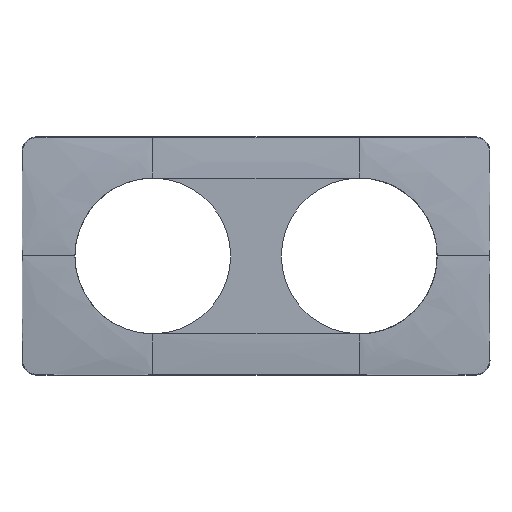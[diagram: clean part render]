
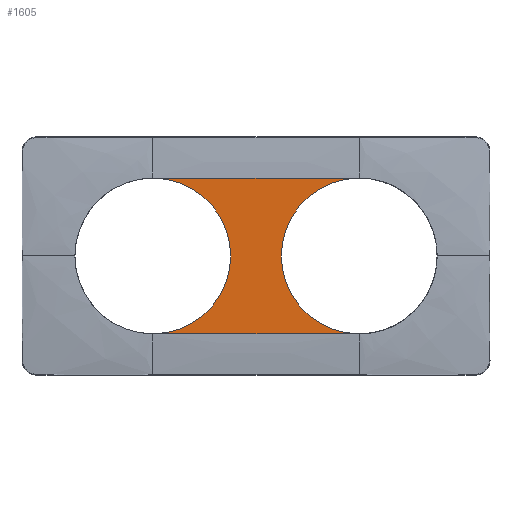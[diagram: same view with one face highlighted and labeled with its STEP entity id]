
A CAD part, top view. The second image highlights one B-rep face of the part: STEP entity #1605.
In plain terms, the highlighted planar face has unit normal (0, 0, -1).
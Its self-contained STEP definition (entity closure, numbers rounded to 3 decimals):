
#1477=AXIS2_PLACEMENT_3D('Circle Axis2P3D',#1475,#1476,$) ;
#1517=AXIS2_PLACEMENT_3D('Circle Axis2P3D',#1515,#1516,$) ;
#1537=AXIS2_PLACEMENT_3D('Plane Axis2P3D',#1534,#1535,#1536) ;
#1583=AXIS2_PLACEMENT_3D('Circle Axis2P3D',#1581,#1582,$) ;
#1590=AXIS2_PLACEMENT_3D('Circle Axis2P3D',#1588,#1589,$) ;
#1470=CARTESIAN_POINT('Vertex',(26.775,0.,8.7)) ;
#1475=CARTESIAN_POINT('Axis2P3D Location',(0.,0.,8.7)) ;
#1479=CARTESIAN_POINT('Vertex',(0.,-26.775,8.7)) ;
#1512=CARTESIAN_POINT('Vertex',(0.,26.775,8.7)) ;
#1515=CARTESIAN_POINT('Axis2P3D Location',(0.,0.,8.7)) ;
#1534=CARTESIAN_POINT('Axis2P3D Location',(71.,26.8,8.7)) ;
#1539=CARTESIAN_POINT('Line Origine',(71.,-26.788,8.7)) ;
#1543=CARTESIAN_POINT('Vertex',(71.,-26.775,8.7)) ;
#1545=CARTESIAN_POINT('Vertex',(71.,-26.8,8.7)) ;
#1548=CARTESIAN_POINT('Line Origine',(35.5,-26.8,8.7)) ;
#1552=CARTESIAN_POINT('Vertex',(0.,-26.8,8.7)) ;
#1555=CARTESIAN_POINT('Line Origine',(0.,-26.788,8.7)) ;
#1560=CARTESIAN_POINT('Line Origine',(0.,26.788,8.7)) ;
#1564=CARTESIAN_POINT('Vertex',(0.,26.8,8.7)) ;
#1567=CARTESIAN_POINT('Line Origine',(35.5,26.8,8.7)) ;
#1571=CARTESIAN_POINT('Vertex',(71.,26.8,8.7)) ;
#1574=CARTESIAN_POINT('Line Origine',(71.,26.788,8.7)) ;
#1578=CARTESIAN_POINT('Vertex',(71.,26.775,8.7)) ;
#1581=CARTESIAN_POINT('Axis2P3D Location',(71.,0.,8.7)) ;
#1585=CARTESIAN_POINT('Vertex',(44.225,0.,8.7)) ;
#1588=CARTESIAN_POINT('Axis2P3D Location',(71.,0.,8.7)) ;
#1476=DIRECTION('Axis2P3D Direction',(0.,0.,1.)) ;
#1516=DIRECTION('Axis2P3D Direction',(0.,0.,1.)) ;
#1535=DIRECTION('Axis2P3D Direction',(-0.,-0.,-1.)) ;
#1536=DIRECTION('Axis2P3D XDirection',(0.,-1.,0.)) ;
#1540=DIRECTION('Vector Direction',(0.,-1.,0.)) ;
#1549=DIRECTION('Vector Direction',(-1.,0.,0.)) ;
#1556=DIRECTION('Vector Direction',(0.,-1.,0.)) ;
#1561=DIRECTION('Vector Direction',(0.,-1.,0.)) ;
#1568=DIRECTION('Vector Direction',(-1.,0.,0.)) ;
#1575=DIRECTION('Vector Direction',(0.,-1.,0.)) ;
#1582=DIRECTION('Axis2P3D Direction',(-0.,-0.,-1.)) ;
#1589=DIRECTION('Axis2P3D Direction',(-0.,-0.,-1.)) ;
#1541=VECTOR('Line Direction',#1540,1.) ;
#1550=VECTOR('Line Direction',#1549,1.) ;
#1557=VECTOR('Line Direction',#1556,1.) ;
#1562=VECTOR('Line Direction',#1561,1.) ;
#1569=VECTOR('Line Direction',#1568,1.) ;
#1576=VECTOR('Line Direction',#1575,1.) ;
#1594=ORIENTED_EDGE('',*,*,#1547,.T.) ;
#1595=ORIENTED_EDGE('',*,*,#1554,.T.) ;
#1596=ORIENTED_EDGE('',*,*,#1559,.F.) ;
#1597=ORIENTED_EDGE('',*,*,#1481,.T.) ;
#1598=ORIENTED_EDGE('',*,*,#1519,.T.) ;
#1599=ORIENTED_EDGE('',*,*,#1566,.F.) ;
#1600=ORIENTED_EDGE('',*,*,#1573,.F.) ;
#1601=ORIENTED_EDGE('',*,*,#1580,.T.) ;
#1602=ORIENTED_EDGE('',*,*,#1587,.T.) ;
#1603=ORIENTED_EDGE('',*,*,#1592,.T.) ;
#1605=ADVANCED_FACE('Extraction.160',(#1604),#1538,.T.) ;
#1478=CIRCLE('generated circle',#1477,26.775) ;
#1518=CIRCLE('generated circle',#1517,26.775) ;
#1584=CIRCLE('generated circle',#1583,26.775) ;
#1591=CIRCLE('generated circle',#1590,26.775) ;
#1481=EDGE_CURVE('',#1480,#1471,#1478,.T.) ;
#1519=EDGE_CURVE('',#1471,#1513,#1518,.T.) ;
#1547=EDGE_CURVE('',#1544,#1546,#1542,.T.) ;
#1554=EDGE_CURVE('',#1546,#1553,#1551,.T.) ;
#1559=EDGE_CURVE('',#1480,#1553,#1558,.T.) ;
#1566=EDGE_CURVE('',#1565,#1513,#1563,.T.) ;
#1573=EDGE_CURVE('',#1572,#1565,#1570,.T.) ;
#1580=EDGE_CURVE('',#1572,#1579,#1577,.T.) ;
#1587=EDGE_CURVE('',#1579,#1586,#1584,.F.) ;
#1592=EDGE_CURVE('',#1586,#1544,#1591,.F.) ;
#1593=EDGE_LOOP('',(#1594,#1595,#1596,#1597,#1598,#1599,#1600,#1601,#1602,#1603)) ;
#1604=FACE_OUTER_BOUND('',#1593,.T.) ;
#1542=LINE('Line',#1539,#1541) ;
#1551=LINE('Line',#1548,#1550) ;
#1558=LINE('Line',#1555,#1557) ;
#1563=LINE('Line',#1560,#1562) ;
#1570=LINE('Line',#1567,#1569) ;
#1577=LINE('Line',#1574,#1576) ;
#1538=PLANE('',#1537) ;
#1471=VERTEX_POINT('',#1470) ;
#1480=VERTEX_POINT('',#1479) ;
#1513=VERTEX_POINT('',#1512) ;
#1544=VERTEX_POINT('',#1543) ;
#1546=VERTEX_POINT('',#1545) ;
#1553=VERTEX_POINT('',#1552) ;
#1565=VERTEX_POINT('',#1564) ;
#1572=VERTEX_POINT('',#1571) ;
#1579=VERTEX_POINT('',#1578) ;
#1586=VERTEX_POINT('',#1585) ;
